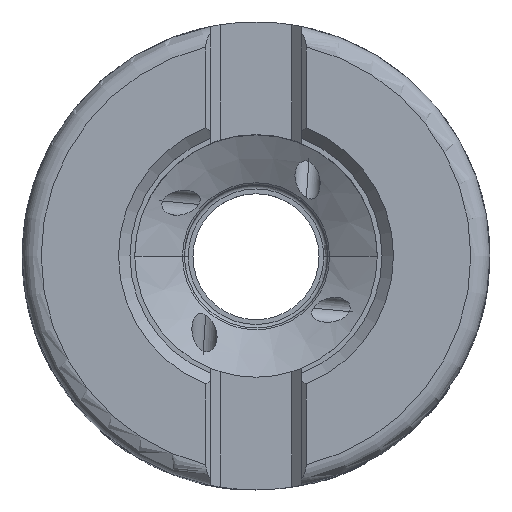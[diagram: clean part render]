
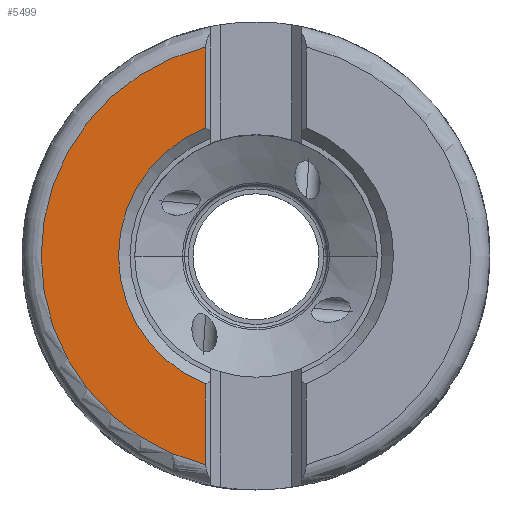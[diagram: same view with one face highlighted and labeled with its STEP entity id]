
A CAD part, top view. The second image highlights one B-rep face of the part: STEP entity #5499.
In plain terms, the highlighted planar face has unit normal (0, 0, 1).
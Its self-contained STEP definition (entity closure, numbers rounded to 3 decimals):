
#1397=PLANE('',#31397);
#2398=LINE('',#56838,#3966);
#2399=LINE('',#56860,#3967);
#3966=VECTOR('',#35779,1.);
#3967=VECTOR('',#35792,1.);
#5499=ADVANCED_FACE('',(#7332),#1397,.T.);
#7332=FACE_OUTER_BOUND('',#8958,.T.);
#8958=EDGE_LOOP('',(#14116,#14117,#14118,#14119));
#10521=CIRCLE('',#31388,22.5);
#10522=CIRCLE('',#31391,14.4);
#14116=ORIENTED_EDGE('',*,*,#25554,.F.);
#14117=ORIENTED_EDGE('',*,*,#25552,.T.);
#14118=ORIENTED_EDGE('',*,*,#25550,.F.);
#14119=ORIENTED_EDGE('',*,*,#25558,.T.);
#22044=VERTEX_POINT('',#56812);
#22045=VERTEX_POINT('',#56814);
#22046=VERTEX_POINT('',#56839);
#22047=VERTEX_POINT('',#56848);
#25550=EDGE_CURVE('',#22044,#22045,#10521,.T.);
#25552=EDGE_CURVE('',#22046,#22045,#2398,.T.);
#25554=EDGE_CURVE('',#22046,#22047,#10522,.T.);
#25558=EDGE_CURVE('',#22044,#22047,#2399,.T.);
#31388=AXIS2_PLACEMENT_3D('',#56813,#35775,#35776);
#31391=AXIS2_PLACEMENT_3D('',#56847,#35782,#35783);
#31397=AXIS2_PLACEMENT_3D('',#56862,#35795,#35796);
#35775=DIRECTION('',(0.,0.,-1.));
#35776=DIRECTION('',(-0.234,-0.972,0.));
#35779=DIRECTION('',(0.,1.,0.));
#35782=DIRECTION('',(0.,0.,1.));
#35783=DIRECTION('',(-0.365,0.931,0.));
#35792=DIRECTION('',(0.,1.,0.));
#35795=DIRECTION('',(0.,0.,1.));
#35796=DIRECTION('',(0.,-1.,0.));
#56812=CARTESIAN_POINT('',(-5.263,-21.876,0.));
#56813=CARTESIAN_POINT('',(0.,0.,0.));
#56814=CARTESIAN_POINT('',(-5.262,21.876,0.));
#56838=CARTESIAN_POINT('',(-5.262,13.404,0.));
#56839=CARTESIAN_POINT('',(-5.262,13.404,0.));
#56847=CARTESIAN_POINT('',(0.,0.,0.));
#56848=CARTESIAN_POINT('',(-5.263,-13.404,0.));
#56860=CARTESIAN_POINT('',(-5.263,-21.876,0.));
#56862=CARTESIAN_POINT('',(-13.882,0.,0.));
